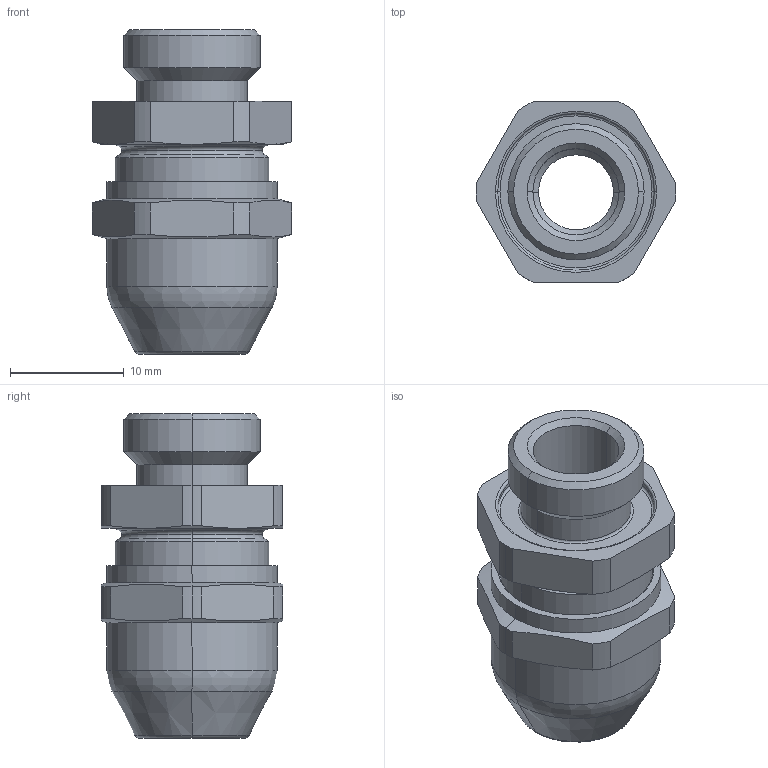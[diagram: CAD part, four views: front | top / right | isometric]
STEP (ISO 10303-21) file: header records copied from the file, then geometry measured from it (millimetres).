
FILE_DESCRIPTION (( 'STEP AP203' ), '1' );
FILE_NAME ('12TSMETA5.STEP', '2022-06-15T13:33:23', ( '' ), ( '' ), 'SwSTEP 2.0', 'SolidWorks 2017', '' );
FILE_SCHEMA (( 'CONFIG_CONTROL_DESIGN' ));
Length unit declared in the file: millimetre
Products named in the file (1): 12TSMETA5
Bounding box: 17.6 x 16 x 28.6 mm (x, y, z)
Volume: 2353.1 mm3; surface area: 2743.1 mm2
Topology: 1 solids, 1 shells, 134 faces, 318 edges, 192 vertices
Faces by surface type: cylinder 51, cone 37, plane 32, torus 14
Entity records: 4161 total; most frequent: CARTESIAN_POINT 997, DIRECTION 674, ORIENTED_EDGE 636, EDGE_CURVE 318, AXIS2_PLACEMENT_3D 281, VERTEX_POINT 192, CIRCLE 146, EDGE_LOOP 142
